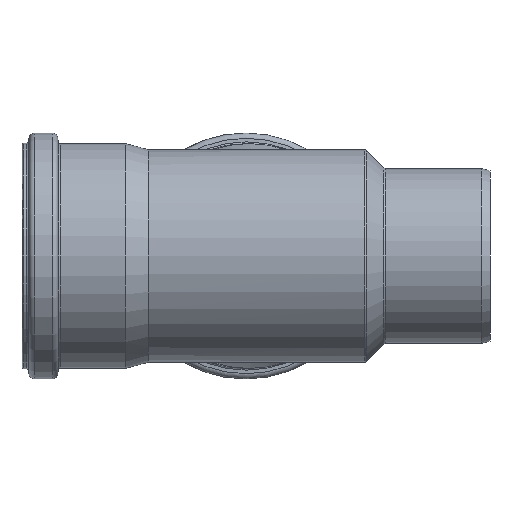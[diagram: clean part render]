
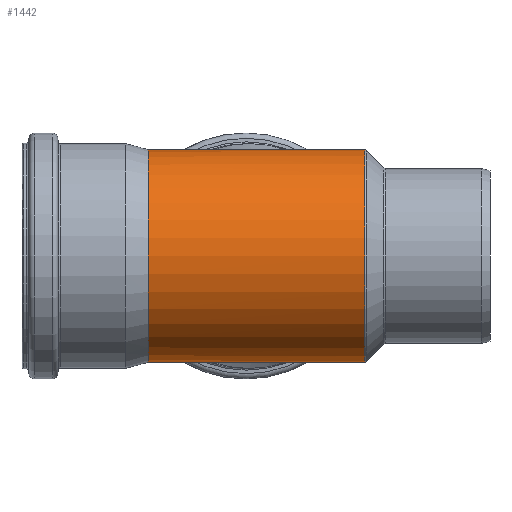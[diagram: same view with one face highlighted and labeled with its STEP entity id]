
A CAD part, left-side view. The second image highlights one B-rep face of the part: STEP entity #1442.
In plain terms, the highlighted cylindrical face has radius 55 mm (diameter 110 mm), a full revolution.
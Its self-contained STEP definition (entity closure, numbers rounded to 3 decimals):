
#64=LINE('',#2643,#99);
#99=VECTOR('',#1819,55.);
#136=CIRCLE('',#1535,55.);
#137=CIRCLE('',#1538,55.);
#138=CIRCLE('',#1539,55.);
#139=CIRCLE('',#1540,55.);
#330=ELLIPSE('',#1533,80.675,55.);
#331=ELLIPSE('',#1536,80.675,55.);
#332=ELLIPSE('',#1537,77.139,55.);
#333=ELLIPSE('',#1541,77.139,55.);
#339=CYLINDRICAL_SURFACE('',#1534,55.);
#361=FACE_OUTER_BOUND('',#429,.T.);
#429=EDGE_LOOP('',(#958,#959,#960,#961,#962,#963,#964,#965,#966,#967,#968,
#969));
#499=B_SPLINE_CURVE_WITH_KNOTS('',3,(#2425,#2426,#2427,#2428,#2429,#2430,
#2431,#2432,#2433,#2434),.UNSPECIFIED.,.F.,.F.,(4,2,2,2,4),(0.,0.026,
0.038,0.046,0.049),.UNSPECIFIED.);
#502=B_SPLINE_CURVE_WITH_KNOTS('',3,(#2451,#2452,#2453,#2454,#2455,#2456,
#2457,#2458,#2459,#2460),.UNSPECIFIED.,.F.,.F.,(4,2,2,2,4),(1.395,
1.399,1.423,1.453,1.542),
 .UNSPECIFIED.);
#508=VERTEX_POINT('',#2423);
#509=VERTEX_POINT('',#2424);
#511=VERTEX_POINT('',#2443);
#512=VERTEX_POINT('',#2450);
#517=VERTEX_POINT('',#2593);
#518=VERTEX_POINT('',#2595);
#520=VERTEX_POINT('',#2640);
#521=VERTEX_POINT('',#2642);
#522=VERTEX_POINT('',#2644);
#523=VERTEX_POINT('',#2646);
#691=EDGE_CURVE('',#508,#509,#499,.T.);
#694=EDGE_CURVE('',#512,#511,#502,.T.);
#705=EDGE_CURVE('',#512,#517,#330,.T.);
#706=EDGE_CURVE('',#508,#511,#136,.T.);
#707=EDGE_CURVE('',#518,#509,#331,.T.);
#708=EDGE_CURVE('',#520,#518,#332,.T.);
#709=EDGE_CURVE('',#520,#521,#64,.T.);
#710=EDGE_CURVE('',#521,#522,#137,.T.);
#711=EDGE_CURVE('',#522,#523,#138,.T.);
#712=EDGE_CURVE('',#523,#521,#139,.T.);
#713=EDGE_CURVE('',#517,#520,#333,.T.);
#958=ORIENTED_EDGE('',*,*,#694,.T.);
#959=ORIENTED_EDGE('',*,*,#706,.F.);
#960=ORIENTED_EDGE('',*,*,#691,.T.);
#961=ORIENTED_EDGE('',*,*,#707,.F.);
#962=ORIENTED_EDGE('',*,*,#708,.F.);
#963=ORIENTED_EDGE('',*,*,#709,.T.);
#964=ORIENTED_EDGE('',*,*,#710,.T.);
#965=ORIENTED_EDGE('',*,*,#711,.T.);
#966=ORIENTED_EDGE('',*,*,#712,.T.);
#967=ORIENTED_EDGE('',*,*,#709,.F.);
#968=ORIENTED_EDGE('',*,*,#713,.F.);
#969=ORIENTED_EDGE('',*,*,#705,.F.);
#1442=ADVANCED_FACE('',(#361),#339,.T.);
#1533=AXIS2_PLACEMENT_3D('',#2636,#1809,#1810);
#1534=AXIS2_PLACEMENT_3D('',#2637,#1811,#1812);
#1535=AXIS2_PLACEMENT_3D('',#2638,#1813,#1814);
#1536=AXIS2_PLACEMENT_3D('',#2639,#1815,#1816);
#1537=AXIS2_PLACEMENT_3D('',#2641,#1817,#1818);
#1538=AXIS2_PLACEMENT_3D('',#2645,#1820,#1821);
#1539=AXIS2_PLACEMENT_3D('',#2647,#1822,#1823);
#1540=AXIS2_PLACEMENT_3D('',#2648,#1824,#1825);
#1541=AXIS2_PLACEMENT_3D('',#2649,#1826,#1827);
#1809=DIRECTION('center_axis',(0.732,-0.682,0.));
#1810=DIRECTION('ref_axis',(0.682,0.732,0.));
#1811=DIRECTION('center_axis',(0.,1.,0.));
#1812=DIRECTION('ref_axis',(-1.,0.,0.));
#1813=DIRECTION('center_axis',(0.,1.,0.));
#1814=DIRECTION('ref_axis',(1.,0.,0.));
#1815=DIRECTION('center_axis',(0.732,-0.682,0.));
#1816=DIRECTION('ref_axis',(0.682,0.732,0.));
#1817=DIRECTION('center_axis',(0.701,0.713,0.));
#1818=DIRECTION('ref_axis',(0.713,-0.701,0.));
#1819=DIRECTION('',(0.,-1.,0.));
#1820=DIRECTION('center_axis',(0.,1.,0.));
#1821=DIRECTION('ref_axis',(1.,0.,0.));
#1822=DIRECTION('center_axis',(0.,1.,0.));
#1823=DIRECTION('ref_axis',(1.,0.,0.));
#1824=DIRECTION('center_axis',(0.,1.,0.));
#1825=DIRECTION('ref_axis',(1.,0.,0.));
#1826=DIRECTION('center_axis',(0.701,0.713,0.));
#1827=DIRECTION('ref_axis',(0.713,-0.701,0.));
#2423=CARTESIAN_POINT('',(51.058,176.829,-20.446));
#2424=CARTESIAN_POINT('',(51.221,176.666,-20.035));
#2425=CARTESIAN_POINT('Ctrl Pts',(51.058,176.829,-20.446));
#2426=CARTESIAN_POINT('Ctrl Pts',(51.09,176.829,-20.367));
#2427=CARTESIAN_POINT('Ctrl Pts',(51.126,176.823,-20.277));
#2428=CARTESIAN_POINT('Ctrl Pts',(51.171,176.787,-20.164));
#2429=CARTESIAN_POINT('Ctrl Pts',(51.185,176.77,-20.126));
#2430=CARTESIAN_POINT('Ctrl Pts',(51.206,176.728,-20.074));
#2431=CARTESIAN_POINT('Ctrl Pts',(51.213,176.708,-20.057));
#2432=CARTESIAN_POINT('Ctrl Pts',(51.219,176.678,-20.04));
#2433=CARTESIAN_POINT('Ctrl Pts',(51.22,176.672,-20.037));
#2434=CARTESIAN_POINT('Ctrl Pts',(51.221,176.666,-20.035));
#2443=CARTESIAN_POINT('',(51.058,176.829,20.446));
#2450=CARTESIAN_POINT('',(51.221,176.666,20.035));
#2451=CARTESIAN_POINT('Ctrl Pts',(51.221,176.666,20.035));
#2452=CARTESIAN_POINT('Ctrl Pts',(51.221,176.669,20.036));
#2453=CARTESIAN_POINT('Ctrl Pts',(51.22,176.673,20.038));
#2454=CARTESIAN_POINT('Ctrl Pts',(51.215,176.698,20.05));
#2455=CARTESIAN_POINT('Ctrl Pts',(51.209,176.717,20.065));
#2456=CARTESIAN_POINT('Ctrl Pts',(51.193,176.755,20.105));
#2457=CARTESIAN_POINT('Ctrl Pts',(51.183,176.771,20.132));
#2458=CARTESIAN_POINT('Ctrl Pts',(51.14,176.819,20.242));
#2459=CARTESIAN_POINT('Ctrl Pts',(51.098,176.829,20.348));
#2460=CARTESIAN_POINT('Ctrl Pts',(51.058,176.829,20.446));
#2593=CARTESIAN_POINT('',(0.,121.7,55.));
#2595=CARTESIAN_POINT('',(0.,121.7,-55.));
#2636=CARTESIAN_POINT('Origin',(0.,121.7,0.));
#2637=CARTESIAN_POINT('Origin',(0.,120.801,0.));
#2638=CARTESIAN_POINT('Origin',(0.,176.829,
0.));
#2639=CARTESIAN_POINT('Origin',(0.,121.7,0.));
#2640=CARTESIAN_POINT('',(55.,67.613,0.));
#2641=CARTESIAN_POINT('Origin',(0.,121.7,0.));
#2642=CARTESIAN_POINT('',(55.,64.772,0.));
#2643=CARTESIAN_POINT('',(55.,120.801,0.));
#2644=CARTESIAN_POINT('',(0.,64.772,-55.));
#2645=CARTESIAN_POINT('Origin',(0.,64.772,
0.));
#2646=CARTESIAN_POINT('',(-55.,64.772,0.));
#2647=CARTESIAN_POINT('Origin',(0.,64.772,
0.));
#2648=CARTESIAN_POINT('Origin',(0.,64.772,
0.));
#2649=CARTESIAN_POINT('Origin',(0.,121.7,0.));
